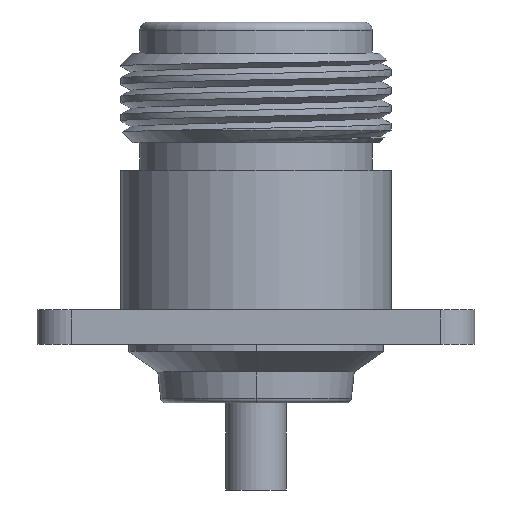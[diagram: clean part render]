
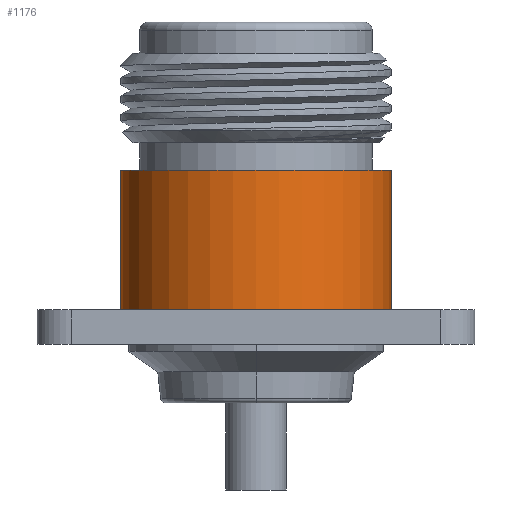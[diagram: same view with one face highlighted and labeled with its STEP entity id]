
A CAD part, front view. The second image highlights one B-rep face of the part: STEP entity #1176.
In plain terms, the highlighted cylindrical face has radius 7.85 mm (diameter 15.7 mm), a partial arc.
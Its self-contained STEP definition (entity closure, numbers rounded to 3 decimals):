
#192 = CARTESIAN_POINT ( 'NONE',  ( 0., 0., 10.05 ) ) ;
#222 = CYLINDRICAL_SURFACE ( 'NONE', #2375, 7.85 ) ;
#236 = FACE_OUTER_BOUND ( 'NONE', #1742, .T. ) ;
#314 = DIRECTION ( 'NONE',  ( 0., 0., -1. ) ) ;
#421 = CIRCLE ( 'NONE', #854, 7.85 ) ;
#498 = DIRECTION ( 'NONE',  ( 0., 0., -1. ) ) ;
#557 = EDGE_CURVE ( 'NONE', #1196, #1228, #591, .T. ) ;
#591 = LINE ( 'NONE', #1624, #2372 ) ;
#706 = ORIENTED_EDGE ( 'NONE', *, *, #557, .T. ) ;
#726 = CARTESIAN_POINT ( 'NONE',  ( -7.85, 0., 1.95 ) ) ;
#735 = VERTEX_POINT ( 'NONE', #1249 ) ;
#854 = AXIS2_PLACEMENT_3D ( 'NONE', #2773, #498, #1837 ) ;
#909 = DIRECTION ( 'NONE',  ( 0., 0., -1. ) ) ;
#960 = CIRCLE ( 'NONE', #1221, 7.85 ) ;
#981 = CARTESIAN_POINT ( 'NONE',  ( 0., 0., 0. ) ) ;
#998 = DIRECTION ( 'NONE',  ( -1., 0., 0. ) ) ;
#1094 = LINE ( 'NONE', #2387, #3016 ) ;
#1176 = ADVANCED_FACE ( 'NONE', ( #236 ), #222, .T. ) ;
#1196 = VERTEX_POINT ( 'NONE', #2036 ) ;
#1221 = AXIS2_PLACEMENT_3D ( 'NONE', #192, #909, #1924 ) ;
#1228 = VERTEX_POINT ( 'NONE', #726 ) ;
#1231 = DIRECTION ( 'NONE',  ( 0., 0., -1. ) ) ;
#1249 = CARTESIAN_POINT ( 'NONE',  ( 7.85, 0., 1.95 ) ) ;
#1461 = ORIENTED_EDGE ( 'NONE', *, *, #3038, .T. ) ;
#1624 = CARTESIAN_POINT ( 'NONE',  ( -7.85, 0., 0. ) ) ;
#1631 = EDGE_CURVE ( 'NONE', #2318, #735, #1094, .T. ) ;
#1742 = EDGE_LOOP ( 'NONE', ( #3218, #1461, #706, #2151 ) ) ;
#1837 = DIRECTION ( 'NONE',  ( -1., 0., 0. ) ) ;
#1924 = DIRECTION ( 'NONE',  ( -1., 0., 0. ) ) ;
#1989 = EDGE_CURVE ( 'NONE', #735, #1228, #421, .T. ) ;
#2036 = CARTESIAN_POINT ( 'NONE',  ( -7.85, 0., 10.05 ) ) ;
#2151 = ORIENTED_EDGE ( 'NONE', *, *, #1989, .F. ) ;
#2234 = CARTESIAN_POINT ( 'NONE',  ( 7.85, 0., 10.05 ) ) ;
#2318 = VERTEX_POINT ( 'NONE', #2234 ) ;
#2372 = VECTOR ( 'NONE', #2651, 1000. ) ;
#2375 = AXIS2_PLACEMENT_3D ( 'NONE', #981, #1231, #998 ) ;
#2387 = CARTESIAN_POINT ( 'NONE',  ( 7.85, 0., 0. ) ) ;
#2651 = DIRECTION ( 'NONE',  ( 0., 0., -1. ) ) ;
#2773 = CARTESIAN_POINT ( 'NONE',  ( 0., 0., 1.95 ) ) ;
#3016 = VECTOR ( 'NONE', #314, 1000. ) ;
#3038 = EDGE_CURVE ( 'NONE', #2318, #1196, #960, .T. ) ;
#3218 = ORIENTED_EDGE ( 'NONE', *, *, #1631, .F. ) ;
